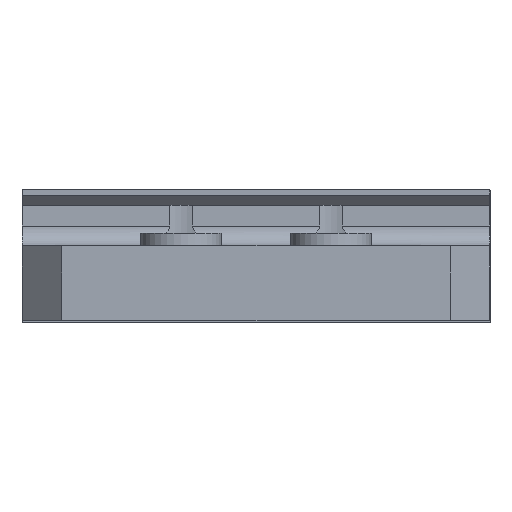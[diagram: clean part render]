
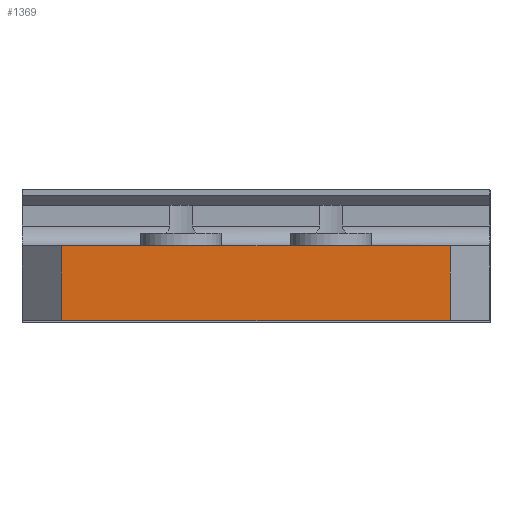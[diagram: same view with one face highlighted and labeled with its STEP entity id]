
A CAD part, top view. The second image highlights one B-rep face of the part: STEP entity #1369.
In plain terms, the highlighted face is planar.
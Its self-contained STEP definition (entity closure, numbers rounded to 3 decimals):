
#29 = ORIENTED_EDGE ( 'NONE', *, *, #1701, .T. ) ;
#33 = LINE ( 'NONE', #1457, #2974 ) ;
#56 = VECTOR ( 'NONE', #2157, 1000. ) ;
#138 = EDGE_CURVE ( 'NONE', #1834, #836, #1225, .T. ) ;
#300 = VERTEX_POINT ( 'NONE', #1252 ) ;
#372 = VERTEX_POINT ( 'NONE', #2045 ) ;
#429 = ORIENTED_EDGE ( 'NONE', *, *, #138, .F. ) ;
#464 = VECTOR ( 'NONE', #2909, 1000. ) ;
#617 = EDGE_LOOP ( 'NONE', ( #29, #711, #1653, #429 ) ) ;
#644 = AXIS2_PLACEMENT_3D ( 'NONE', #1295, #2014, #2906 ) ;
#711 = ORIENTED_EDGE ( 'NONE', *, *, #2804, .T. ) ;
#753 = VECTOR ( 'NONE', #2810, 1000. ) ;
#836 = VERTEX_POINT ( 'NONE', #1308 ) ;
#996 = CARTESIAN_POINT ( 'NONE',  ( 37., 0., 31.15 ) ) ;
#1125 = LINE ( 'NONE', #1855, #753 ) ;
#1214 = FACE_OUTER_BOUND ( 'NONE', #617, .T. ) ;
#1225 = LINE ( 'NONE', #996, #56 ) ;
#1252 = CARTESIAN_POINT ( 'NONE',  ( 37., 12., -31.15 ) ) ;
#1273 = PLANE ( 'NONE',  #644 ) ;
#1295 = CARTESIAN_POINT ( 'NONE',  ( 37., 0., 37.5 ) ) ;
#1308 = CARTESIAN_POINT ( 'NONE',  ( 37., 12., 31.15 ) ) ;
#1369 = ADVANCED_FACE ( 'NONE', ( #1214 ), #1273, .F. ) ;
#1457 = CARTESIAN_POINT ( 'NONE',  ( 37., 0., 37.5 ) ) ;
#1510 = CARTESIAN_POINT ( 'NONE',  ( 37., 0., 31.15 ) ) ;
#1653 = ORIENTED_EDGE ( 'NONE', *, *, #2281, .F. ) ;
#1701 = EDGE_CURVE ( 'NONE', #1834, #372, #33, .T. ) ;
#1709 = DIRECTION ( 'NONE',  ( 0., 0., -1. ) ) ;
#1834 = VERTEX_POINT ( 'NONE', #1510 ) ;
#1855 = CARTESIAN_POINT ( 'NONE',  ( 37., 0., -31.15 ) ) ;
#1984 = CARTESIAN_POINT ( 'NONE',  ( 37., 12., 37.5 ) ) ;
#2014 = DIRECTION ( 'NONE',  ( -1., 0., 0. ) ) ;
#2045 = CARTESIAN_POINT ( 'NONE',  ( 37., 0., -31.15 ) ) ;
#2157 = DIRECTION ( 'NONE',  ( 0., 1., 0. ) ) ;
#2244 = LINE ( 'NONE', #1984, #464 ) ;
#2281 = EDGE_CURVE ( 'NONE', #836, #300, #2244, .T. ) ;
#2804 = EDGE_CURVE ( 'NONE', #372, #300, #1125, .T. ) ;
#2810 = DIRECTION ( 'NONE',  ( 0., 1., 0. ) ) ;
#2906 = DIRECTION ( 'NONE',  ( 0., 0., 1. ) ) ;
#2909 = DIRECTION ( 'NONE',  ( 0., 0., -1. ) ) ;
#2974 = VECTOR ( 'NONE', #1709, 1000. ) ;
